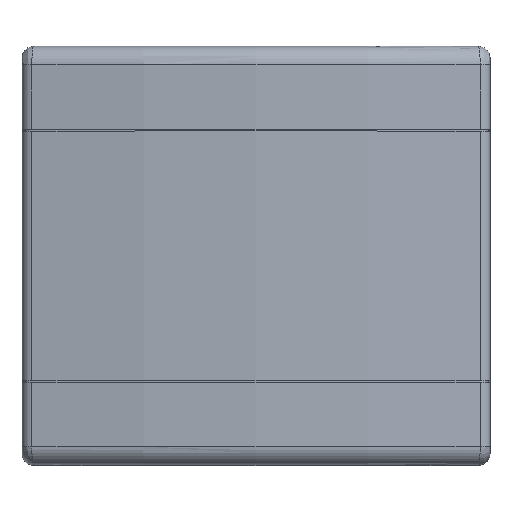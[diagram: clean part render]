
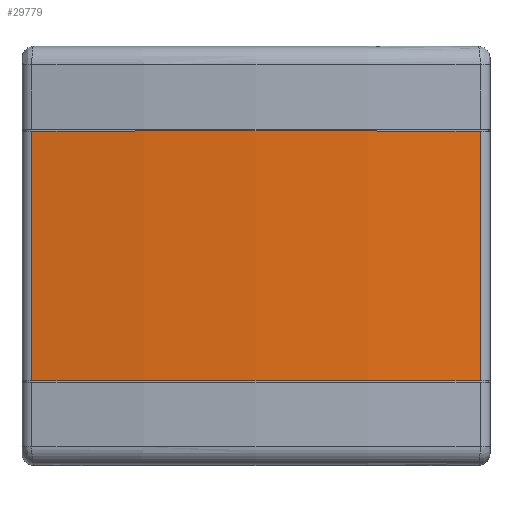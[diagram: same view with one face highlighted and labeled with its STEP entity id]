
A CAD part, top view. The second image highlights one B-rep face of the part: STEP entity #29779.
In plain terms, the highlighted cylindrical face has radius 620 mm (diameter 1240 mm), a partial arc.
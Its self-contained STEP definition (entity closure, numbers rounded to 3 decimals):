
#22433=CARTESIAN_POINT('',(0.,53.6,-573.));
#22434=DIRECTION('',(0.,1.,0.));
#22435=DIRECTION('',(-0.155,0.,0.988));
#22436=AXIS2_PLACEMENT_3D('',#22433,#22434,#22435);
#22438=DIRECTION('',(0.,-1.,0.));
#22439=VECTOR('',#22438,107.2);
#22440=CARTESIAN_POINT('',(96.276,53.6,39.479));
#22441=LINE('',#22440,#22439);
#22442=CARTESIAN_POINT('',(0.,-53.6,-573.));
#22443=DIRECTION('',(0.,1.,0.));
#22444=DIRECTION('',(-0.155,0.,0.988));
#22445=AXIS2_PLACEMENT_3D('',#22442,#22443,#22444);
#22447=DIRECTION('',(0.,-1.,0.));
#22448=VECTOR('',#22447,107.2);
#22449=CARTESIAN_POINT('',(-96.276,53.6,39.479));
#22450=LINE('',#22449,#22448);
#23863=CARTESIAN_POINT('',(-96.276,53.6,39.479));
#23864=CARTESIAN_POINT('',(96.276,53.6,39.479));
#23865=VERTEX_POINT('',#23863);
#23866=VERTEX_POINT('',#23864);
#23871=CARTESIAN_POINT('',(-96.276,-53.6,39.479));
#23872=CARTESIAN_POINT('',(96.276,-53.6,39.479));
#23873=VERTEX_POINT('',#23871);
#23874=VERTEX_POINT('',#23872);
#29767=CARTESIAN_POINT('',(0.,-90.,-573.));
#29768=DIRECTION('',(0.,1.,0.));
#29769=DIRECTION('',(-1.,0.,0.));
#29770=AXIS2_PLACEMENT_3D('',#29767,#29768,#29769);
#29771=CYLINDRICAL_SURFACE('',#29770,620.);
#29772=ORIENTED_EDGE('',*,*,#29646,.T.);
#29774=ORIENTED_EDGE('',*,*,#29773,.T.);
#29775=ORIENTED_EDGE('',*,*,#29703,.F.);
#29776=ORIENTED_EDGE('',*,*,#29731,.F.);
#29777=EDGE_LOOP('',(#29772,#29774,#29775,#29776));
#29778=FACE_OUTER_BOUND('',#29777,.F.);
#29779=ADVANCED_FACE('',(#29778),#29771,.T.);
#22437=CIRCLE('',#22436,620.);
#22446=CIRCLE('',#22445,620.);
#29646=EDGE_CURVE('',#23865,#23866,#22437,.T.);
#29703=EDGE_CURVE('',#23873,#23874,#22446,.T.);
#29731=EDGE_CURVE('',#23865,#23873,#22450,.T.);
#29773=EDGE_CURVE('',#23866,#23874,#22441,.T.);
